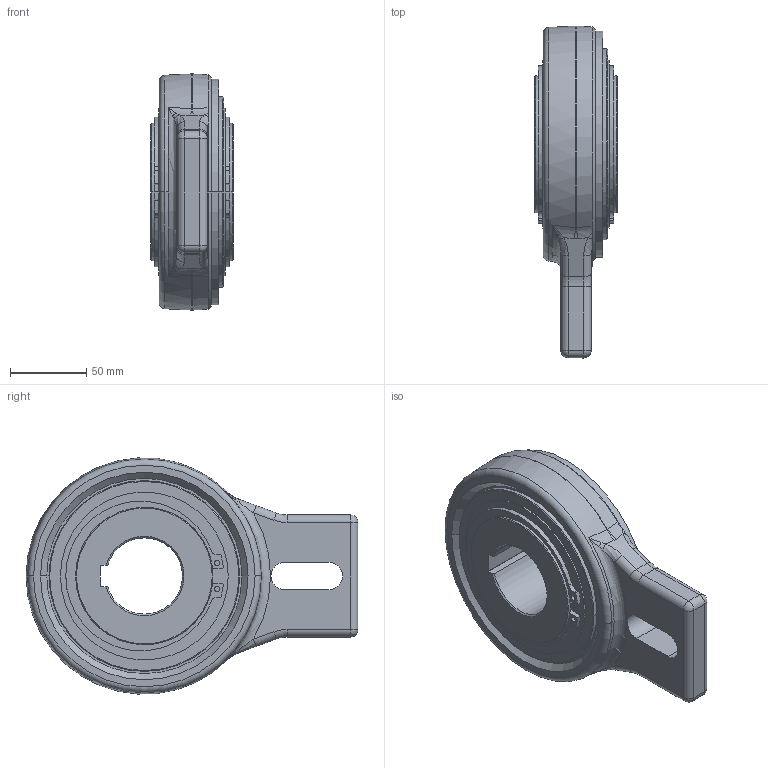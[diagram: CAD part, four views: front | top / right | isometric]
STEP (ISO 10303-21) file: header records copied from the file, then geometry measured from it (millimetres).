
FILE_DESCRIPTION((''),'2;1');
FILE_NAME('_CGS_TEMP_IGS','2023-05-17T',('SYSTEM'),(''),'PRO/ENGINEER BY PARAMETRIC TECHNOLOGY CORPORATION, 2016360','PRO/ENGINEER BY PARAMETRIC TECHNOLOGY CORPORATION, 2016360','');
FILE_SCHEMA(('AUTOMOTIVE_DESIGN { 1 0 10303 214 1 1 1 1 }'));
Length unit declared in the file: inch
Products named in the file (1): _CGS_TEMP_IGS
Bounding box: 54 x 217.5 x 154.75 mm (x, y, z)
Volume: 749688.3 mm3; surface area: 124705.2 mm2
Topology: 21 solids, 24 shells, 470 faces, 1200 edges, 764 vertices
Faces by surface type: cylinder 143, plane 131, cone 85, bspline 66, torus 41, sphere 4
Entity records: 24943 total; most frequent: CARTESIAN_POINT 13533, DIRECTION 2360, ORIENTED_EDGE 2360, EDGE_CURVE 1180, AXIS2_PLACEMENT_3D 992, VERTEX_POINT 764, CIRCLE 588, EDGE_LOOP 506
